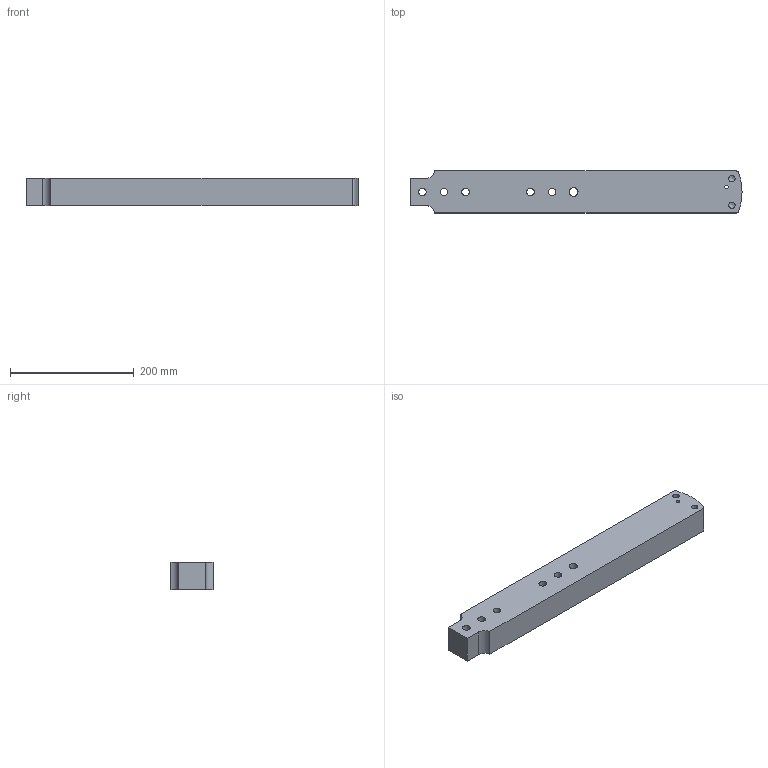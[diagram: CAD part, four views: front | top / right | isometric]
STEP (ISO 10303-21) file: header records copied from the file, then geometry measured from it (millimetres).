
FILE_DESCRIPTION(('no description'),'unknown implementation level');
FILE_NAME('F5CA6FE5-1D88-4D83-9560-0F276874543E_export.stp',' ',('CIMSOURCE GmbH'),('CADClick - KiM GmbH - www.kimweb.de'),'unknown preprocess','ACIS','unknown authorization');
FILE_SCHEMA(('automotive_design'));
Length unit declared in the file: millimetre
Products named in the file (1): K�hlmittelbohrung
Bounding box: 537.5 x 68 x 45 mm (x, y, z)
Volume: 1533259.5 mm3; surface area: 143974.1 mm2
Topology: 1 solids, 1 shells, 209 faces, 475 edges, 276 vertices
Faces by surface type: cylinder 124, cone 52, plane 33
Entity records: 10963 total; most frequent: DIRECTION 1117, CARTESIAN_POINT 930, STYLED_ITEM 925, PRESENTATION_STYLE_ASSIGNMENT 925, COLOUR_RGB 925, ORIENTED_EDGE 878, AXIS2_PLACEMENT_3D 463, EDGE_CURVE 439
